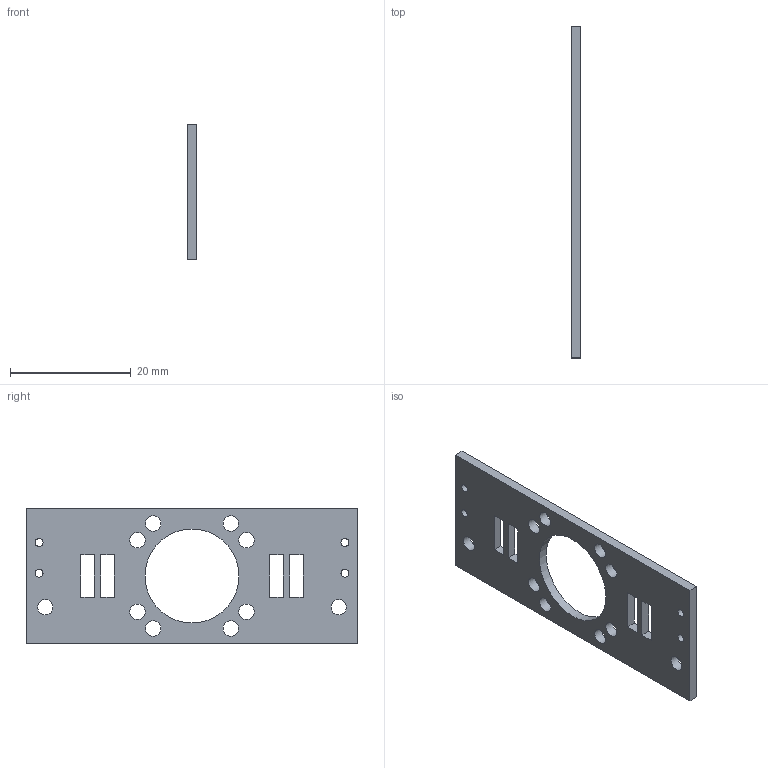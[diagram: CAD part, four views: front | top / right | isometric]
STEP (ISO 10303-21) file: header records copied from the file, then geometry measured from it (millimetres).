
FILE_DESCRIPTION(/* description */ (''),/* implementation_level */ '2;1');
FILE_NAME(/* name */ '456-15-0253.ipt.step',/* time_stamp */ '2014-01-07T11:19:06-08:00',/* author */ ('Philip'),/* organization */ (''),/* preprocessor_version */ 'ST-DEVELOPER v15.2',/* originating_system */ 'Autodesk Inventor 2014',/* authorisation */ '');
FILE_SCHEMA (('AUTOMOTIVE_DESIGN { 1 0 10303 214 3 1 1 }'));
Length unit declared in the file: inch
Products named in the file (1): 456-15-0253
Bounding box: 1.57 x 54.86 x 22.35 mm (x, y, z)
Volume: 1448.1 mm3; surface area: 2426.3 mm2
Topology: 1 solids, 1 shells, 37 faces, 105 edges, 70 vertices
Faces by surface type: plane 22, cylinder 15
Full cylindrical faces by diameter (mm): 1.321 x4, 2.54 x10, 15.545 x1
Entity records: 1233 total; most frequent: CARTESIAN_POINT 198, DIRECTION 196, ORIENTED_EDGE 180, EDGE_LOOP 90, EDGE_CURVE 90, VERTEX_POINT 70, AXIS2_PLACEMENT_3D 68, LINE 60
